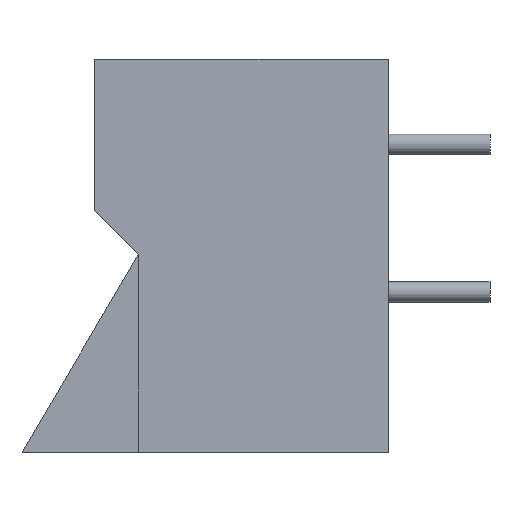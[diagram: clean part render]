
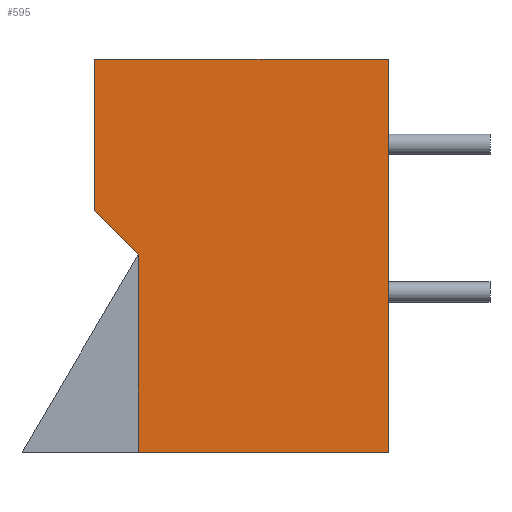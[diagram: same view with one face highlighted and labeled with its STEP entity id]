
A CAD part, top view. The second image highlights one B-rep face of the part: STEP entity #595.
In plain terms, the highlighted planar face has unit normal (0, 0, 1).
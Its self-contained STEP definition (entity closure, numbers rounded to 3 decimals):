
#595=ADVANCED_FACE('',(#948),#950,.T.);
#948=FACE_BOUND('',#949,.T.);
#949=EDGE_LOOP('',(#1156,#1157,#1158,#1159,#1160,#1161));
#950=PLANE('',#951);
#951=AXIS2_PLACEMENT_3D('',#952,#953,#954);
#952=CARTESIAN_POINT('',(0.,0.,0.));
#953=DIRECTION('',(0.,0.,1.));
#954=DIRECTION('',(1.,0.,0.));
#1156=ORIENTED_EDGE('',*,*,#1255,.T.);
#1157=ORIENTED_EDGE('',*,*,#1259,.T.);
#1158=ORIENTED_EDGE('',*,*,#1262,.T.);
#1159=ORIENTED_EDGE('',*,*,#1265,.T.);
#1160=ORIENTED_EDGE('',*,*,#1268,.T.);
#1161=ORIENTED_EDGE('',*,*,#1270,.T.);
#1255=EDGE_CURVE('',#1422,#1420,#1423,.T.);
#1259=EDGE_CURVE('',#1420,#1427,#1429,.T.);
#1262=EDGE_CURVE('',#1427,#1432,#1434,.T.);
#1265=EDGE_CURVE('',#1432,#1437,#1439,.T.);
#1268=EDGE_CURVE('',#1437,#1442,#1444,.T.);
#1270=EDGE_CURVE('',#1442,#1422,#1446,.T.);
#1420=VERTEX_POINT('',#1785);
#1422=VERTEX_POINT('',#1789);
#1423=LINE('',#1790,#1791);
#1427=VERTEX_POINT('',#1800);
#1429=LINE('',#1804,#1805);
#1432=VERTEX_POINT('',#1811);
#1434=LINE('',#1815,#1816);
#1437=VERTEX_POINT('',#1822);
#1439=LINE('',#1826,#1827);
#1442=VERTEX_POINT('',#1833);
#1444=LINE('',#1837,#1838);
#1446=LINE('',#1843,#1844);
#1785=CARTESIAN_POINT('',(10.1,0.,0.));
#1789=CARTESIAN_POINT('',(10.1,-13.513,0.));
#1790=CARTESIAN_POINT('',(10.1,-13.513,0.));
#1791=VECTOR('',#1792,1.);
#1792=DIRECTION('',(0.,1.,0.));
#1800=CARTESIAN_POINT('',(0.,0.,0.));
#1804=CARTESIAN_POINT('',(10.1,0.,0.));
#1805=VECTOR('',#1806,1.);
#1806=DIRECTION('',(-1.,0.,0.));
#1811=CARTESIAN_POINT('',(0.,-5.19,0.));
#1815=CARTESIAN_POINT('',(0.,0.,0.));
#1816=VECTOR('',#1817,1.);
#1817=DIRECTION('',(0.,-1.,0.));
#1822=CARTESIAN_POINT('',(1.5,-6.713,0.));
#1826=CARTESIAN_POINT('',(0.,-5.19,0.));
#1827=VECTOR('',#1828,1.);
#1828=DIRECTION('',(0.702,-0.712,0.));
#1833=CARTESIAN_POINT('',(1.5,-13.513,0.));
#1837=CARTESIAN_POINT('',(1.5,-6.713,0.));
#1838=VECTOR('',#1839,1.);
#1839=DIRECTION('',(0.,-1.,0.));
#1843=CARTESIAN_POINT('',(1.5,-13.513,0.));
#1844=VECTOR('',#1845,1.);
#1845=DIRECTION('',(1.,0.,0.));
